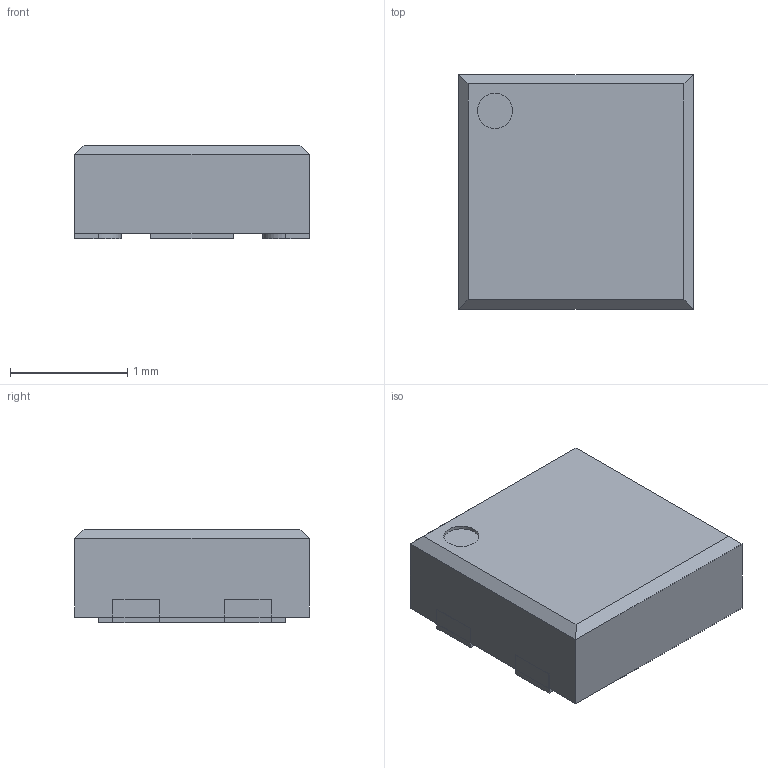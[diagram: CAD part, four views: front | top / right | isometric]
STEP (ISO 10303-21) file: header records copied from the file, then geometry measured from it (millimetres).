
FILE_DESCRIPTION(/* description */ (''),/* implementation_level */ '2;1');
FILE_NAME(/* name */ 'son_1573715617269.stp',/* time_stamp */ '2019-11-14T07:13:42+00:00',/* author */ (''),/* organization */ (''),/* preprocessor_version */ 'ST-DEVELOPER v18',/* originating_system */ 'ASM',/* authorisation */ '');
FILE_SCHEMA (('AUTOMOTIVE_DESIGN { 1 0 10303 214 3 1 1 }'));
Length unit declared in the file: millimetre
Products named in the file (1): son_1573715617269
Bounding box: 2 x 2 x 0.8 mm (x, y, z)
Volume: 3.1 mm3; surface area: 14.2 mm2
Topology: 1 solids, 1 shells, 57 faces, 132 edges, 79 vertices
Faces by surface type: plane 52, cylinder 5
Full cylindrical faces by diameter (mm): 0.3 x1
Entity records: 1659 total; most frequent: CARTESIAN_POINT 269, ORIENTED_EDGE 264, DIRECTION 259, EDGE_CURVE 132, LINE 121, VECTOR 121, VERTEX_POINT 79, AXIS2_PLACEMENT_3D 69
